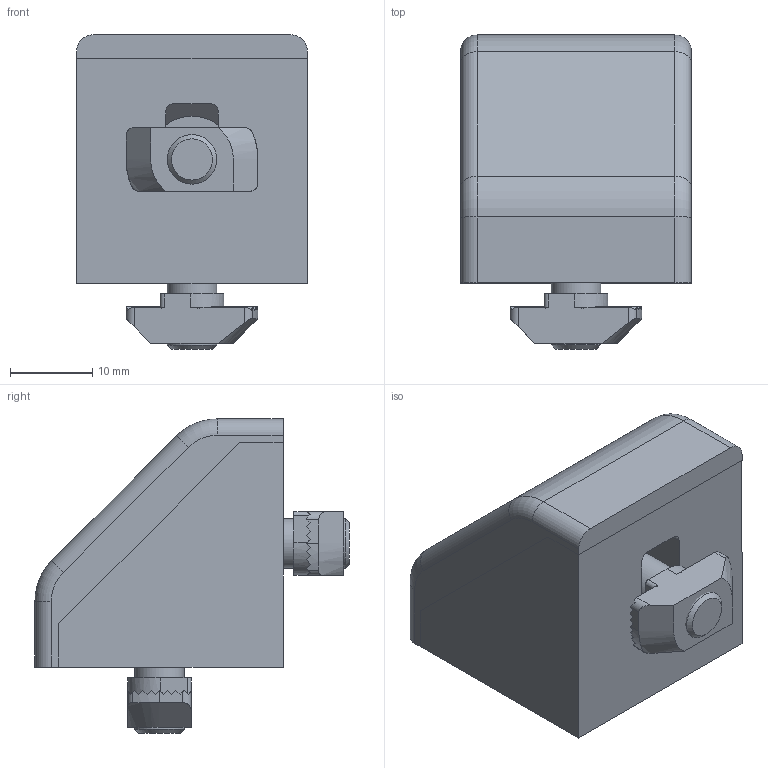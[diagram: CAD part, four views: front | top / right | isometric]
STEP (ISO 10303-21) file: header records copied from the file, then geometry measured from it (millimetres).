
FILE_DESCRIPTION(('STEP AP203'),'1');
FILE_NAME('FIXE08B1224.stp','2023-10-17T08:41:48',(' '),(' '),'Spatial InterOp 3D',' ',' ');
FILE_SCHEMA(('CONFIG_CONTROL_DESIGN'));
Length unit declared in the file: millimetre
Products named in the file (7): Kit Equerre 8 30x30 Zn - P830B; Cache Cache 30x30 Zn noir; Equerre 8 30x30 Zn; Kit de fixation; Vis BHC - M6x14; Ecrou tête rectangulaire 8 M6 Ht 1.5
Assembly tree (8 placements, depth 3):
  Kit Equerre 8 30x30 Zn - P830B
    Cache Cache 30x30 Zn noir
    Equerre 8 30x30 Zn
    Kit de fixation
      Vis BHC - M6x14
      Ecrou tête rectangulaire 8 M6 Ht 1.5
    Kit de fixation
      Vis BHC - M6x14
      Ecrou tête rectangulaire 8 M6 Ht 1.5
Bounding box: 28 x 38.1 x 38.1 mm (x, y, z)
Volume: 16762.3 mm3; surface area: 9620.2 mm2
Topology: 6 solids, 6 shells, 184 faces, 493 edges, 324 vertices
Faces by surface type: plane 127, cylinder 43, torus 4, cone 4, bspline 4, sphere 2
Full cylindrical faces by diameter (mm): 5 x2, 6 x4
Entity records: 5231 total; most frequent: CARTESIAN_POINT 829, DIRECTION 627, ORIENTED_EDGE 606, EDGE_CURVE 303, AXIS2_PLACEMENT_3D 221, VERTEX_POINT 203, LINE 185, VECTOR 185
